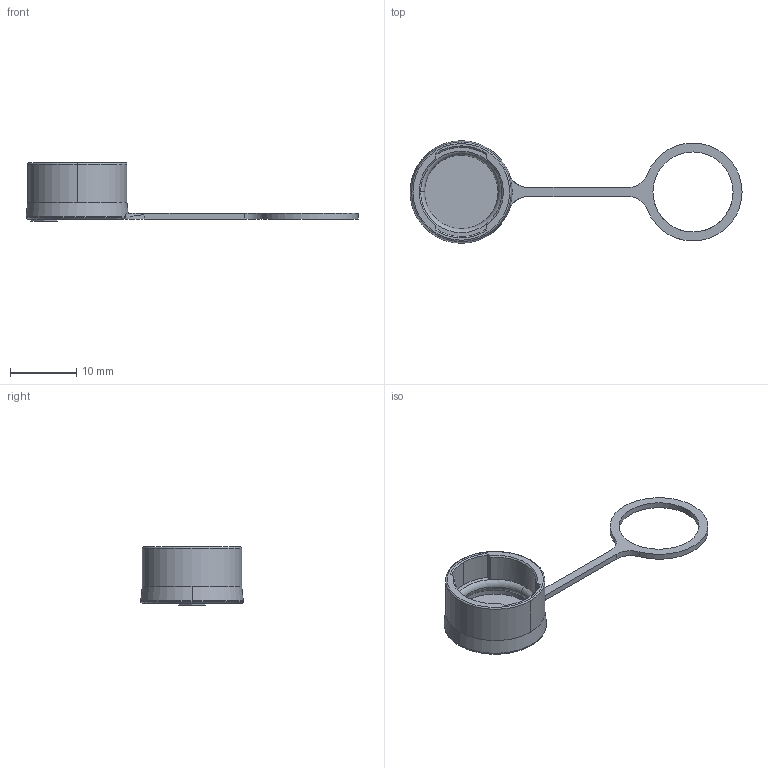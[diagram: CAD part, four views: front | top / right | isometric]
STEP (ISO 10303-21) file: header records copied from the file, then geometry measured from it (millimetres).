
FILE_DESCRIPTION(('CoCreate Modeling STEP Export'),'2;1');
FILE_NAME('HR30-7R-C.stp','2013-03-19T 8:58:08',(''),(''),'CoCreate Modeling STEP processor for AP214 (Solid Model)','CoCreate Modeling 17.0 01-Apr-2010 (C) Parametric Technology GmbH','');
FILE_SCHEMA(('AUTOMOTIVE_DESIGN { 1 0 10303 214 1 1 1 1 }'));
Length unit declared in the file: millimetre
Products named in the file (1): HR30-7R-C
Bounding box: 50.15 x 15.5 x 8.8 mm (x, y, z)
Volume: 772.4 mm3; surface area: 1320.6 mm2
Topology: 1 solids, 1 shells, 58 faces, 147 edges, 93 vertices
Faces by surface type: plane 20, cylinder 16, torus 10, cone 8, bspline 4
Entity records: 3203 total; most frequent: CARTESIAN_POINT 1970, ORIENTED_EDGE 294, DIRECTION 208, EDGE_CURVE 147, VERTEX_POINT 93, AXIS2_PLACEMENT_3D 76, EDGE_LOOP 62, FACE_OUTER_BOUND 58
